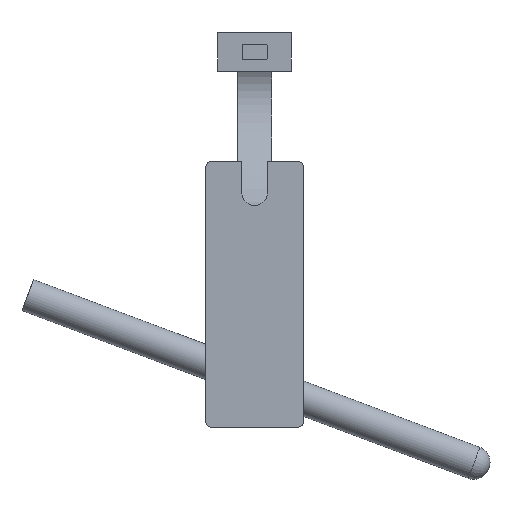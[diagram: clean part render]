
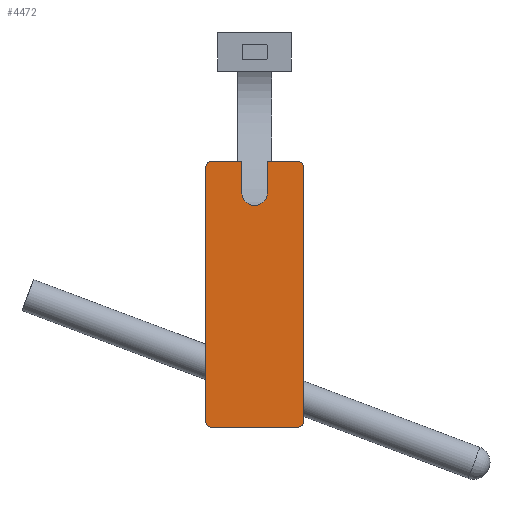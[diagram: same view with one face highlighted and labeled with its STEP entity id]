
A CAD part, front view. The second image highlights one B-rep face of the part: STEP entity #4472.
In plain terms, the highlighted planar face has unit normal (0, -1, 0).
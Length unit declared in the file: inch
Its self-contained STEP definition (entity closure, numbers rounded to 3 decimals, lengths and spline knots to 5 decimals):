
#60 = DIRECTION ( 'NONE',  ( 0., 0., -1. ) ) ;
#98 = EDGE_CURVE ( 'NONE', #18506, #20646, #5473, .T. ) ;
#176 = CARTESIAN_POINT ( 'NONE',  ( 0.30063, 0., -2.035 ) ) ;
#219 = ORIENTED_EDGE ( 'NONE', *, *, #527, .F. ) ;
#483 = EDGE_CURVE ( 'NONE', #16471, #14830, #22294, .T. ) ;
#527 = EDGE_CURVE ( 'NONE', #16471, #6216, #2360, .T. ) ;
#669 = VECTOR ( 'NONE', #17632, 39.37008 ) ;
#766 = PLANE ( 'NONE',  #1345 ) ;
#888 = CARTESIAN_POINT ( 'NONE',  ( -1.17188, 0., 2.035 ) ) ;
#1219 = DIRECTION ( 'NONE',  ( 0., 0., -1. ) ) ;
#1317 = CARTESIAN_POINT ( 'NONE',  ( -0.59363, 0., 2.125 ) ) ;
#1345 = AXIS2_PLACEMENT_3D ( 'NONE', #5175, #20205, #7300 ) ;
#1485 = VECTOR ( 'NONE', #1219, 39.37008 ) ;
#2067 = CARTESIAN_POINT ( 'NONE',  ( 0.39063, 0., 2.035 ) ) ;
#2314 = ORIENTED_EDGE ( 'NONE', *, *, #98, .F. ) ;
#2360 = LINE ( 'NONE', #6904, #13848 ) ;
#2382 = ORIENTED_EDGE ( 'NONE', *, *, #15205, .T. ) ;
#2398 = DIRECTION ( 'NONE',  ( 0., 0., -1. ) ) ;
#2645 = DIRECTION ( 'NONE',  ( 0., -1., 0. ) ) ;
#3647 = CIRCLE ( 'NONE', #13050, 0.203 ) ;
#4214 = FACE_OUTER_BOUND ( 'NONE', #8303, .T. ) ;
#4461 = VERTEX_POINT ( 'NONE', #15782 ) ;
#4472 = ADVANCED_FACE ( 'NONE', ( #4214 ), #766, .T. ) ;
#4587 = CARTESIAN_POINT ( 'NONE',  ( -0.18763, 0., 1.625 ) ) ;
#4743 = CARTESIAN_POINT ( 'NONE',  ( 0.30063, 0., 2.035 ) ) ;
#4817 = CARTESIAN_POINT ( 'NONE',  ( -0.59363, 0., 1.625 ) ) ;
#4870 = CARTESIAN_POINT ( 'NONE',  ( -1.08187, 0., 2.035 ) ) ;
#5175 = CARTESIAN_POINT ( 'NONE',  ( 0., 0., 0. ) ) ;
#5333 = VERTEX_POINT ( 'NONE', #16904 ) ;
#5473 = LINE ( 'NONE', #14196, #27736 ) ;
#6216 = VERTEX_POINT ( 'NONE', #24041 ) ;
#6508 = ORIENTED_EDGE ( 'NONE', *, *, #22055, .T. ) ;
#6755 = ORIENTED_EDGE ( 'NONE', *, *, #14139, .F. ) ;
#6882 = DIRECTION ( 'NONE',  ( 0., 0., -1. ) ) ;
#6904 = CARTESIAN_POINT ( 'NONE',  ( -0.39062, 0., 2.125 ) ) ;
#7300 = DIRECTION ( 'NONE',  ( 0., 0., -1. ) ) ;
#7746 = DIRECTION ( 'NONE',  ( 0., 0., 1. ) ) ;
#8158 = CARTESIAN_POINT ( 'NONE',  ( -1.17188, 0., -2.035 ) ) ;
#8303 = EDGE_LOOP ( 'NONE', ( #219, #26305, #26379, #11366, #2314, #2382, #8596, #6508, #10361, #26707, #13193, #6755, #22673 ) ) ;
#8596 = ORIENTED_EDGE ( 'NONE', *, *, #12933, .F. ) ;
#8708 = CARTESIAN_POINT ( 'NONE',  ( -1.08187, 0., 2.125 ) ) ;
#9170 = CARTESIAN_POINT ( 'NONE',  ( -0.39063, 0., 1.625 ) ) ;
#9401 = AXIS2_PLACEMENT_3D ( 'NONE', #4743, #19777, #6882 ) ;
#9865 = VECTOR ( 'NONE', #7746, 39.37008 ) ;
#9931 = AXIS2_PLACEMENT_3D ( 'NONE', #4870, #24270, #22079 ) ;
#10361 = ORIENTED_EDGE ( 'NONE', *, *, #12480, .F. ) ;
#10919 = CARTESIAN_POINT ( 'NONE',  ( 0.39063, 0., 2.125 ) ) ;
#11325 = DIRECTION ( 'NONE',  ( 0., 0., -1. ) ) ;
#11366 = ORIENTED_EDGE ( 'NONE', *, *, #16456, .T. ) ;
#12480 = EDGE_CURVE ( 'NONE', #27027, #5333, #24986, .T. ) ;
#12933 = EDGE_CURVE ( 'NONE', #17930, #4461, #20212, .T. ) ;
#13025 = DIRECTION ( 'NONE',  ( 0., -1., 0. ) ) ;
#13050 = AXIS2_PLACEMENT_3D ( 'NONE', #9170, #24260, #11325 ) ;
#13063 = VERTEX_POINT ( 'NONE', #4817 ) ;
#13193 = ORIENTED_EDGE ( 'NONE', *, *, #18894, .F. ) ;
#13484 = VECTOR ( 'NONE', #26600, 39.37008 ) ;
#13702 = VERTEX_POINT ( 'NONE', #4587 ) ;
#13848 = VECTOR ( 'NONE', #26374, 39.37008 ) ;
#14139 = EDGE_CURVE ( 'NONE', #13063, #16881, #3647, .T. ) ;
#14196 = CARTESIAN_POINT ( 'NONE',  ( -0.39062, 0., -2.125 ) ) ;
#14495 = VECTOR ( 'NONE', #23930, 39.37008 ) ;
#14759 = AXIS2_PLACEMENT_3D ( 'NONE', #15578, #2645, #17697 ) ;
#14830 = VERTEX_POINT ( 'NONE', #888 ) ;
#14913 = CARTESIAN_POINT ( 'NONE',  ( -0.18763, 0., 2.125 ) ) ;
#15205 = EDGE_CURVE ( 'NONE', #18506, #4461, #15418, .T. ) ;
#15318 = DIRECTION ( 'NONE',  ( 0., -1., 0. ) ) ;
#15368 = CARTESIAN_POINT ( 'NONE',  ( -1.08187, 0., -2.125 ) ) ;
#15418 = CIRCLE ( 'NONE', #17213, 0.09 ) ;
#15578 = CARTESIAN_POINT ( 'NONE',  ( -0.39063, 0., 1.625 ) ) ;
#15584 = LINE ( 'NONE', #27115, #9865 ) ;
#15782 = CARTESIAN_POINT ( 'NONE',  ( 0.39063, 0., -2.035 ) ) ;
#16456 = EDGE_CURVE ( 'NONE', #17469, #20646, #19048, .T. ) ;
#16471 = VERTEX_POINT ( 'NONE', #8708 ) ;
#16756 = CARTESIAN_POINT ( 'NONE',  ( -0.39063, 0., 1.422 ) ) ;
#16881 = VERTEX_POINT ( 'NONE', #16756 ) ;
#16904 = CARTESIAN_POINT ( 'NONE',  ( 0.30062, 0., 2.125 ) ) ;
#17213 = AXIS2_PLACEMENT_3D ( 'NONE', #176, #15318, #2398 ) ;
#17469 = VERTEX_POINT ( 'NONE', #8158 ) ;
#17632 = DIRECTION ( 'NONE',  ( 0., 0., -1. ) ) ;
#17697 = DIRECTION ( 'NONE',  ( 0., 0., -1. ) ) ;
#17785 = CIRCLE ( 'NONE', #14759, 0.203 ) ;
#17862 = LINE ( 'NONE', #24480, #669 ) ;
#17930 = VERTEX_POINT ( 'NONE', #2067 ) ;
#18008 = LINE ( 'NONE', #1317, #1485 ) ;
#18506 = VERTEX_POINT ( 'NONE', #19546 ) ;
#18894 = EDGE_CURVE ( 'NONE', #16881, #13702, #17785, .T. ) ;
#19048 = CIRCLE ( 'NONE', #27225, 0.09 ) ;
#19546 = CARTESIAN_POINT ( 'NONE',  ( 0.30062, 0., -2.125 ) ) ;
#19777 = DIRECTION ( 'NONE',  ( 0., -1., 0. ) ) ;
#20205 = DIRECTION ( 'NONE',  ( 0., -1., 0. ) ) ;
#20212 = LINE ( 'NONE', #10919, #14495 ) ;
#20401 = CIRCLE ( 'NONE', #9401, 0.09 ) ;
#20646 = VERTEX_POINT ( 'NONE', #15368 ) ;
#21733 = EDGE_CURVE ( 'NONE', #6216, #13063, #18008, .T. ) ;
#22055 = EDGE_CURVE ( 'NONE', #17930, #5333, #20401, .T. ) ;
#22079 = DIRECTION ( 'NONE',  ( 0., 0., -1. ) ) ;
#22294 = CIRCLE ( 'NONE', #9931, 0.09 ) ;
#22673 = ORIENTED_EDGE ( 'NONE', *, *, #21733, .F. ) ;
#23930 = DIRECTION ( 'NONE',  ( 0., 0., -1. ) ) ;
#24035 = CARTESIAN_POINT ( 'NONE',  ( -0.39062, 0., 2.125 ) ) ;
#24041 = CARTESIAN_POINT ( 'NONE',  ( -0.59363, 0., 2.125 ) ) ;
#24260 = DIRECTION ( 'NONE',  ( 0., -1., 0. ) ) ;
#24270 = DIRECTION ( 'NONE',  ( 0., -1., 0. ) ) ;
#24480 = CARTESIAN_POINT ( 'NONE',  ( -1.17188, 0., 2.125 ) ) ;
#24986 = LINE ( 'NONE', #24035, #13484 ) ;
#25019 = EDGE_CURVE ( 'NONE', #13702, #27027, #15584, .T. ) ;
#25923 = EDGE_CURVE ( 'NONE', #14830, #17469, #17862, .T. ) ;
#25983 = CARTESIAN_POINT ( 'NONE',  ( -1.08187, 0., -2.035 ) ) ;
#26305 = ORIENTED_EDGE ( 'NONE', *, *, #483, .T. ) ;
#26374 = DIRECTION ( 'NONE',  ( 1., 0., 0. ) ) ;
#26379 = ORIENTED_EDGE ( 'NONE', *, *, #25923, .T. ) ;
#26600 = DIRECTION ( 'NONE',  ( 1., 0., 0. ) ) ;
#26707 = ORIENTED_EDGE ( 'NONE', *, *, #25019, .F. ) ;
#27027 = VERTEX_POINT ( 'NONE', #14913 ) ;
#27115 = CARTESIAN_POINT ( 'NONE',  ( -0.18763, 0., 1.625 ) ) ;
#27149 = DIRECTION ( 'NONE',  ( -1., 0., 0. ) ) ;
#27225 = AXIS2_PLACEMENT_3D ( 'NONE', #25983, #13025, #60 ) ;
#27736 = VECTOR ( 'NONE', #27149, 39.37008 ) ;
